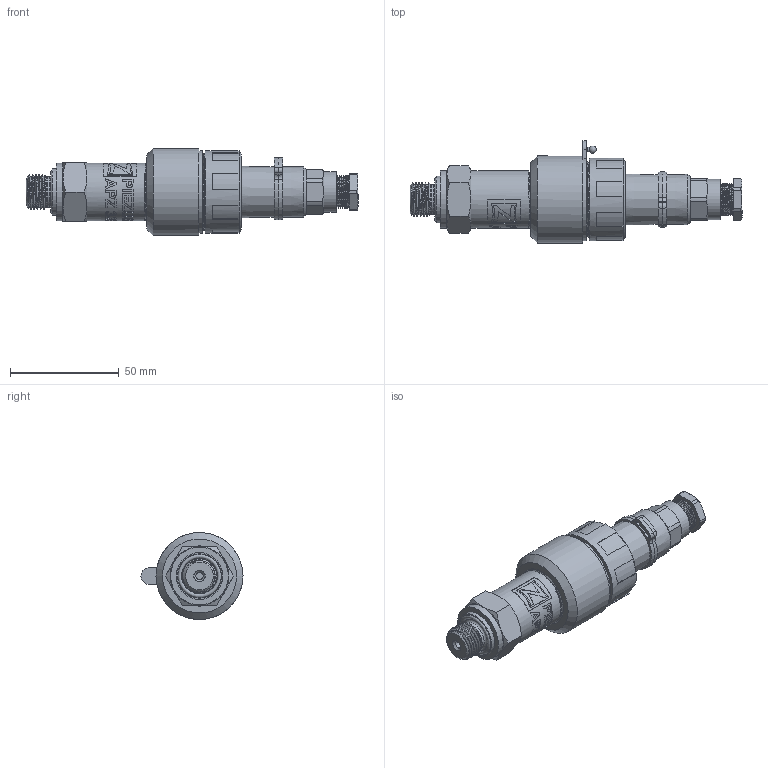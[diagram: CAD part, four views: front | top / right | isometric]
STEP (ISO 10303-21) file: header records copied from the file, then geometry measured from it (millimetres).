
FILE_DESCRIPTION(/* description */ (''),/* implementation_level */ '2;1');
FILE_NAME(/* name */ 'APZ3230_14_Buccaneer.step',/* time_stamp */ '2021-06-25T12:09:22+03:00',/* author */ (''),/* organization */ (''),/* preprocessor_version */ 'ST-DEVELOPER v18.1',/* originating_system */ 'Autodesk Translation Framework v10.9.0.1377',/* authorisation */ '');
FILE_SCHEMA (('AUTOMOTIVE_DESIGN { 1 0 10303 214 3 1 1 }'));
Length unit declared in the file: millimetre
Products named in the file (9): АПЗ 3420 в.2; M16x1,5 DIN; Bucaneer assembly v5; Bucaneer male v11; px0735-p; px0735-p_1; Bucaneer female v5; px0736-s; px0736-s_2
Assembly tree (8 placements, depth 5):
  АПЗ 3420 в.2
    M16x1,5 DIN
    Bucaneer assembly v5
      Bucaneer male v11
        px0735-p
          px0735-p_1
      Bucaneer female v5
        px0736-s
          px0736-s_2
Bounding box: 152.59 x 46.89 x 40 mm (x, y, z)
Volume: 77570.4 mm3; surface area: 48588.1 mm2
Topology: 14 solids, 18 shells, 1695 faces, 4677 edges, 3076 vertices
Faces by surface type: plane 1013, bspline 295, cylinder 234, cone 123, torus 19, sphere 11
Full cylindrical faces by diameter (mm): 2.03 x1, 2.413 x4, 2.439 x6, 2.459 x2, 2.464 x2, 2.87 x4, 3 x4, 3.3 x1, 3.302 x6, 3.734 x2, 4.1 x6, 4.19 x2, 4.47 x2, 8.255 x1, 9.53 x2, 11.938 x1, 12.09 x1, 13.716 x1, 13.741 x5, 13.8 x1, 14.021 x1, 14.137 x5, 14.884 x6, 15.062 x9, 15.85 x5, 16.4 x1, 16.61 x1, 17 x1, 18 x1, 18.42 x1
Entity records: 88016 total; most frequent: CARTESIAN_POINT 46794, ORIENTED_EDGE 9328, DIRECTION 7175, EDGE_CURVE 4664, VERTEX_POINT 3076, LINE 2973, VECTOR 2973, AXIS2_PLACEMENT_3D 2101
